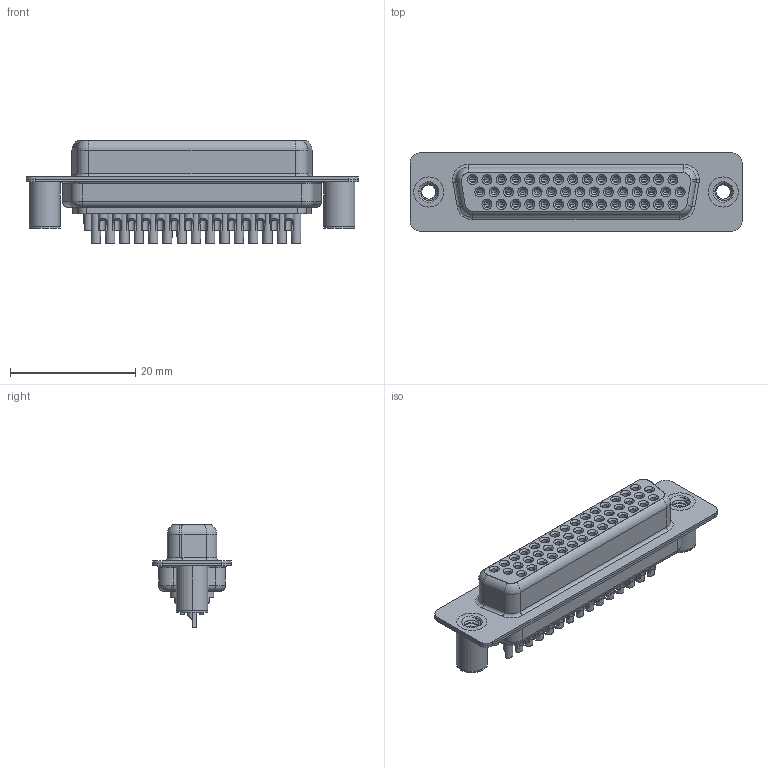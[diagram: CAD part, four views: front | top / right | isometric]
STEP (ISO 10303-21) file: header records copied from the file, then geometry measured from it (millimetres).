
FILE_DESCRIPTION (( 'STEP AP203' ), '1' );
FILE_NAME ('638-M44-232-BT3.STEP', '2022-07-05T20:19:21', ( '' ), ( '' ), 'SwSTEP 2.0', 'SolidWorks 2020', '' );
FILE_SCHEMA (( 'CONFIG_CONTROL_DESIGN' ));
Length unit declared in the file: millimetre
Products named in the file (8): 638M Contact Row 2_32; 638M Contact Row 3_32; 638M Contact Row 1_32; 638-M44-232-BT3; 638M Shell Front_44 Contacts; 638M Housing_44 Contacts; 638M Shell Rear_44 Contacts; 638M 4-40 Threaded Board Spacer
Assembly tree (49 placements, depth 2):
  638-M44-232-BT3
    638M Housing_44 Contacts
    638M Shell Front_44 Contacts
    638M Shell Rear_44 Contacts
    638M Contact Row 1_32  x15
    638M Contact Row 2_32  x15
    638M Contact Row 3_32  x14
    638M 4-40 Threaded Board Spacer  x2
Bounding box: 53.05 x 12.5 x 16.45 mm (x, y, z)
Volume: 3724 mm3; surface area: 12586.5 mm2
Topology: 49 solids, 49 shells, 2733 faces, 6753 edges, 4173 vertices
Faces by surface type: cylinder 1085, plane 815, cone 414, torus 413, bspline 6
Entity records: 31426 total; most frequent: CARTESIAN_POINT 6626, DIRECTION 5283, ORIENTED_EDGE 4380, AXIS2_PLACEMENT_3D 2230, EDGE_CURVE 2190, VERTEX_POINT 1390, CIRCLE 1220, EDGE_LOOP 1210
